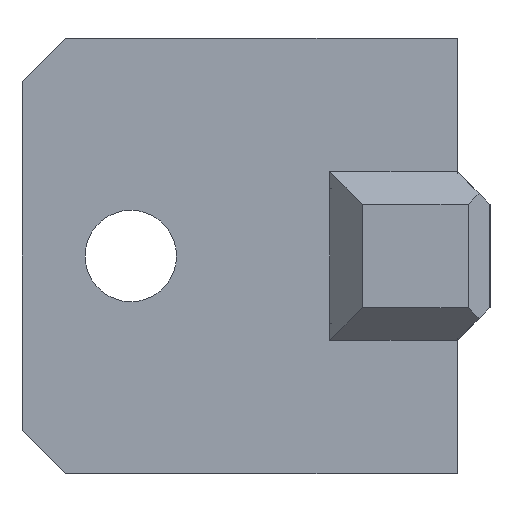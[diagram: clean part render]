
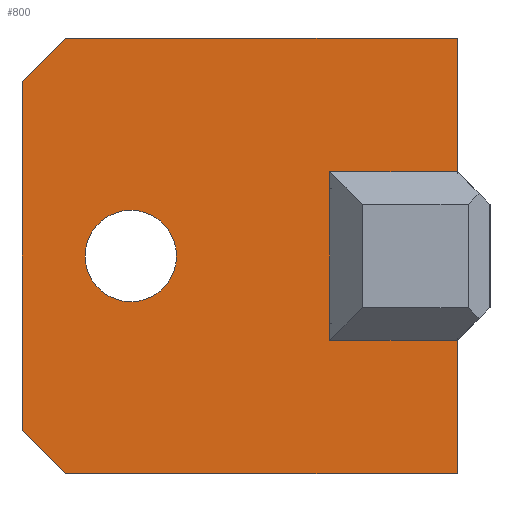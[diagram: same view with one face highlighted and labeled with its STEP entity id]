
A CAD part, front view. The second image highlights one B-rep face of the part: STEP entity #800.
In plain terms, the highlighted planar face has unit normal (0, -1, 0).
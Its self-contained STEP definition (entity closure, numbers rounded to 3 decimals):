
#18=FACE_BOUND('',#137,.T.);
#46=CIRCLE('',#854,2.1);
#90=FACE_OUTER_BOUND('',#136,.T.);
#136=EDGE_LOOP('',(#695,#696,#697,#698,#699,#700,#701,#702));
#137=EDGE_LOOP('',(#703));
#156=LINE('',#1094,#244);
#210=LINE('',#1401,#298);
#212=LINE('',#1405,#300);
#214=LINE('',#1409,#302);
#218=LINE('',#1420,#306);
#227=LINE('',#1437,#315);
#228=LINE('',#1439,#316);
#229=LINE('',#1440,#317);
#244=VECTOR('',#892,1.);
#298=VECTOR('',#1014,10.);
#300=VECTOR('',#1018,1.);
#302=VECTOR('',#1022,10.);
#306=VECTOR('',#1034,1.);
#315=VECTOR('',#1051,1.);
#316=VECTOR('',#1054,1.);
#317=VECTOR('',#1055,1.);
#320=VERTEX_POINT('',#1068);
#325=VERTEX_POINT('',#1080);
#379=VERTEX_POINT('',#1394);
#380=VERTEX_POINT('',#1398);
#381=VERTEX_POINT('',#1400);
#382=VERTEX_POINT('',#1404);
#383=VERTEX_POINT('',#1408);
#386=VERTEX_POINT('',#1419);
#390=VERTEX_POINT('',#1435);
#404=EDGE_CURVE('',#320,#325,#156,.T.);
#479=EDGE_CURVE('',#379,#379,#46,.T.);
#481=EDGE_CURVE('',#380,#381,#210,.T.);
#483=EDGE_CURVE('',#381,#382,#212,.T.);
#485=EDGE_CURVE('',#382,#383,#214,.T.);
#490=EDGE_CURVE('',#383,#386,#218,.T.);
#499=EDGE_CURVE('',#390,#380,#227,.T.);
#500=EDGE_CURVE('',#325,#386,#228,.T.);
#501=EDGE_CURVE('',#390,#320,#229,.T.);
#695=ORIENTED_EDGE('',*,*,#500,.T.);
#696=ORIENTED_EDGE('',*,*,#490,.F.);
#697=ORIENTED_EDGE('',*,*,#485,.F.);
#698=ORIENTED_EDGE('',*,*,#483,.F.);
#699=ORIENTED_EDGE('',*,*,#481,.F.);
#700=ORIENTED_EDGE('',*,*,#499,.F.);
#701=ORIENTED_EDGE('',*,*,#501,.T.);
#702=ORIENTED_EDGE('',*,*,#404,.T.);
#703=ORIENTED_EDGE('',*,*,#479,.T.);
#757=PLANE('',#866);
#800=ADVANCED_FACE('',(#90,#18),#757,.T.);
#854=AXIS2_PLACEMENT_3D('',#1396,#1009,#1010);
#866=AXIS2_PLACEMENT_3D('',#1438,#1052,#1053);
#892=DIRECTION('',(0.,0.,1.));
#1009=DIRECTION('center_axis',(0.,1.,0.));
#1010=DIRECTION('ref_axis',(0.,0.,-1.));
#1014=DIRECTION('',(-0.707,0.,0.707));
#1018=DIRECTION('',(0.,0.,1.));
#1022=DIRECTION('',(0.707,0.,0.707));
#1034=DIRECTION('',(1.,0.,0.));
#1051=DIRECTION('',(-1.,0.,0.));
#1052=DIRECTION('center_axis',(0.,-1.,
0.));
#1053=DIRECTION('ref_axis',(1.,0.,0.));
#1054=DIRECTION('',(0.,0.,1.));
#1055=DIRECTION('',(0.,0.,1.));
#1068=CARTESIAN_POINT('',(160.02,-390.67,-324.815));
#1080=CARTESIAN_POINT('',(160.02,-390.67,-318.635));
#1094=CARTESIAN_POINT('',(160.02,-390.67,-331.725));
#1394=CARTESIAN_POINT('',(145.02,-390.67,-319.625));
#1396=CARTESIAN_POINT('Origin',(145.02,-390.67,-321.725));
#1398=CARTESIAN_POINT('',(142.02,-390.67,-331.725));
#1400=CARTESIAN_POINT('',(140.02,-390.67,-329.725));
#1401=CARTESIAN_POINT('',(141.02,-390.67,-330.725));
#1404=CARTESIAN_POINT('',(140.02,-390.67,-313.725));
#1405=CARTESIAN_POINT('',(140.02,-390.67,-331.725));
#1408=CARTESIAN_POINT('',(142.02,-390.67,-311.725));
#1409=CARTESIAN_POINT('',(136.02,-390.67,-317.725));
#1419=CARTESIAN_POINT('',(160.02,-390.67,-311.725));
#1420=CARTESIAN_POINT('',(160.02,-390.67,-311.725));
#1435=CARTESIAN_POINT('',(160.02,-390.67,-331.725));
#1437=CARTESIAN_POINT('',(160.02,-390.67,-331.725));
#1438=CARTESIAN_POINT('Origin',(140.02,-390.67,-331.725));
#1439=CARTESIAN_POINT('',(160.02,-390.67,-331.725));
#1440=CARTESIAN_POINT('',(160.02,-390.67,-331.725));
